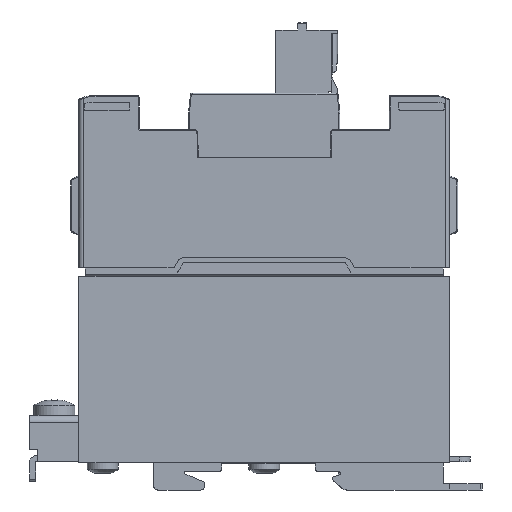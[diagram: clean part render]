
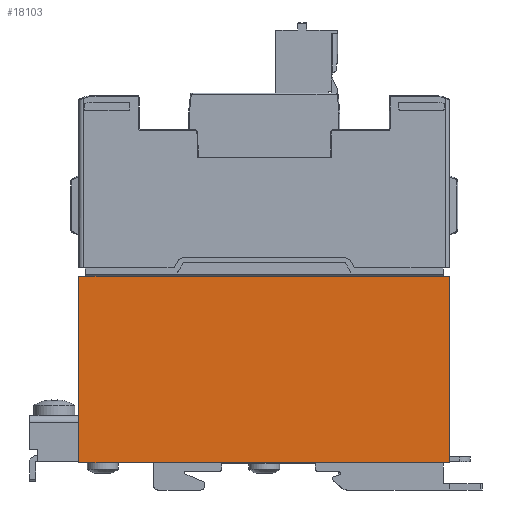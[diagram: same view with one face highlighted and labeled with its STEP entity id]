
A CAD part, left-side view. The second image highlights one B-rep face of the part: STEP entity #18103.
In plain terms, the highlighted planar face has unit normal (-1, 0, 0).
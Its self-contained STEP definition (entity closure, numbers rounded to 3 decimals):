
#2191=FACE_OUTER_BOUND('',#3228,.T.);
#3228=EDGE_LOOP('',(#16468,#16469,#16470,#16471,#16472,#16473));
#4883=LINE('',#30751,#6743);
#5026=LINE('',#31419,#6886);
#5041=LINE('',#31452,#6901);
#5087=LINE('',#31546,#6947);
#5088=LINE('',#31548,#6948);
#5089=LINE('',#31549,#6949);
#6743=VECTOR('',#24273,1.);
#6886=VECTOR('',#24720,1.);
#6901=VECTOR('',#24741,1.);
#6947=VECTOR('',#24833,1.);
#6948=VECTOR('',#24834,1.);
#6949=VECTOR('',#24835,1.);
#8479=VERTEX_POINT('',#30749);
#8480=VERTEX_POINT('',#30750);
#8637=VERTEX_POINT('',#31417);
#8652=VERTEX_POINT('',#31451);
#8677=VERTEX_POINT('',#31545);
#8678=VERTEX_POINT('',#31547);
#10994=EDGE_CURVE('',#8479,#8480,#4883,.T.);
#11226=EDGE_CURVE('',#8480,#8637,#5026,.T.);
#11243=EDGE_CURVE('',#8652,#8479,#5041,.T.);
#11291=EDGE_CURVE('',#8677,#8637,#5087,.T.);
#11292=EDGE_CURVE('',#8677,#8678,#5088,.T.);
#11293=EDGE_CURVE('',#8678,#8652,#5089,.T.);
#16468=ORIENTED_EDGE('',*,*,#11243,.T.);
#16469=ORIENTED_EDGE('',*,*,#10994,.T.);
#16470=ORIENTED_EDGE('',*,*,#11226,.T.);
#16471=ORIENTED_EDGE('',*,*,#11291,.F.);
#16472=ORIENTED_EDGE('',*,*,#11292,.T.);
#16473=ORIENTED_EDGE('',*,*,#11293,.T.);
#17136=PLANE('',#19738);
#18103=ADVANCED_FACE('',(#2191),#17136,.T.);
#19738=AXIS2_PLACEMENT_3D('',#31544,#24831,#24832);
#24273=DIRECTION('',(0.,0.,-1.));
#24720=DIRECTION('',(0.,0.,-1.));
#24741=DIRECTION('',(0.,0.,-1.));
#24831=DIRECTION('center_axis',(-1.,0.,0.));
#24832=DIRECTION('ref_axis',(0.,-1.,0.));
#24833=DIRECTION('',(0.,1.,0.));
#24834=DIRECTION('',(0.,0.,1.));
#24835=DIRECTION('',(0.,1.,0.));
#30749=CARTESIAN_POINT('',(-8.85,45.,-35.091));
#30750=CARTESIAN_POINT('',(-8.85,45.,-45.));
#30751=CARTESIAN_POINT('',(-8.85,45.,-45.3));
#31417=CARTESIAN_POINT('',(-8.85,45.,-45.3));
#31419=CARTESIAN_POINT('',(-8.85,45.,-45.3));
#31451=CARTESIAN_POINT('',(-8.85,45.,0.));
#31452=CARTESIAN_POINT('',(-8.85,45.,-45.3));
#31544=CARTESIAN_POINT('Origin',(-8.85,-45.,0.));
#31545=CARTESIAN_POINT('',(-8.85,-45.,-45.3));
#31546=CARTESIAN_POINT('',(-8.85,-45.,-45.3));
#31547=CARTESIAN_POINT('',(-8.85,-45.,0.));
#31548=CARTESIAN_POINT('',(-8.85,-45.,-45.3));
#31549=CARTESIAN_POINT('',(-8.85,-45.,0.));
